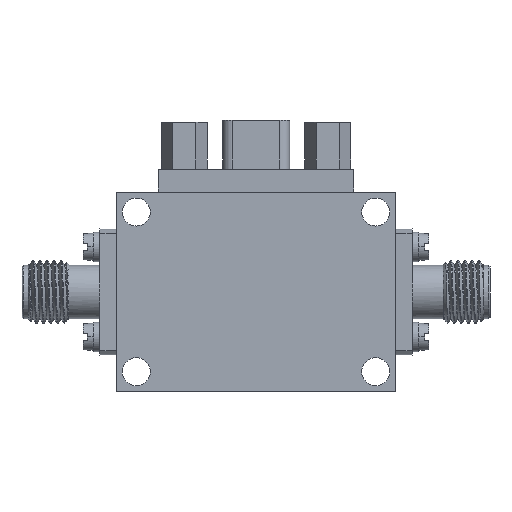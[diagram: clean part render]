
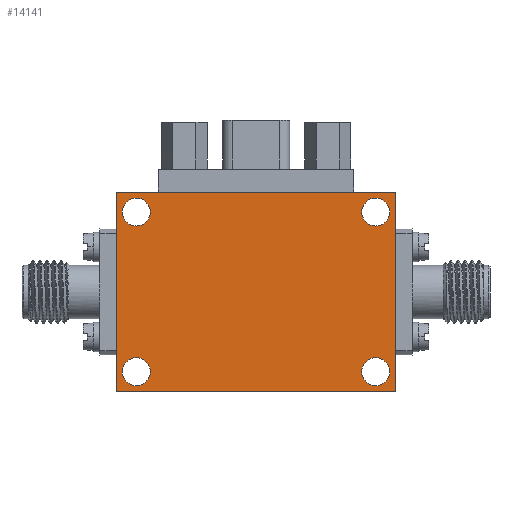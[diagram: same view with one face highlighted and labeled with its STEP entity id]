
A CAD part, front view. The second image highlights one B-rep face of the part: STEP entity #14141.
In plain terms, the highlighted planar face has unit normal (0, -1, 0).
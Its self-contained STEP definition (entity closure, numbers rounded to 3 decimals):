
#29 = CARTESIAN_POINT ( 'NONE',  ( 12., 0., -9.4 ) ) ;
#383 = DIRECTION ( 'NONE',  ( 0., -1., 0. ) ) ;
#445 = DIRECTION ( 'NONE',  ( 1., 0., 0. ) ) ;
#577 = EDGE_CURVE ( 'NONE', #18175, #19347, #5439, .T. ) ;
#672 = CARTESIAN_POINT ( 'NONE',  ( -12., 0., 8. ) ) ;
#675 = DIRECTION ( 'NONE',  ( 0., 0., 1. ) ) ;
#920 = ORIENTED_EDGE ( 'NONE', *, *, #19493, .F. ) ;
#1040 = AXIS2_PLACEMENT_3D ( 'NONE', #20383, #7041, #12700 ) ;
#1723 = DIRECTION ( 'NONE',  ( 0., 1., 0. ) ) ;
#2066 = EDGE_CURVE ( 'NONE', #25396, #13569, #22710, .T. ) ;
#2215 = FACE_BOUND ( 'NONE', #9271, .T. ) ;
#2273 = ORIENTED_EDGE ( 'NONE', *, *, #13847, .T. ) ;
#2338 = EDGE_LOOP ( 'NONE', ( #16444, #16666 ) ) ;
#2915 = VECTOR ( 'NONE', #21350, 1000. ) ;
#3048 = VERTEX_POINT ( 'NONE', #8684 ) ;
#3206 = CARTESIAN_POINT ( 'NONE',  ( 12., 0., -6.6 ) ) ;
#3441 = DIRECTION ( 'NONE',  ( 0., 1., 0. ) ) ;
#4086 = CARTESIAN_POINT ( 'NONE',  ( 14., 0., 10. ) ) ;
#4131 = VERTEX_POINT ( 'NONE', #6848 ) ;
#4364 = CIRCLE ( 'NONE', #1040, 1.4 ) ;
#4385 = LINE ( 'NONE', #12380, #20890 ) ;
#4616 = CIRCLE ( 'NONE', #15860, 1.4 ) ;
#4746 = EDGE_CURVE ( 'NONE', #10269, #3048, #4364, .T. ) ;
#5022 = VECTOR ( 'NONE', #445, 1000. ) ;
#5216 = AXIS2_PLACEMENT_3D ( 'NONE', #18031, #383, #10314 ) ;
#5272 = CARTESIAN_POINT ( 'NONE',  ( -14., 0., -10. ) ) ;
#5439 = CIRCLE ( 'NONE', #17901, 1.4 ) ;
#5574 = ORIENTED_EDGE ( 'NONE', *, *, #15052, .T. ) ;
#5661 = ORIENTED_EDGE ( 'NONE', *, *, #2066, .T. ) ;
#6239 = DIRECTION ( 'NONE',  ( 0., 0., 1. ) ) ;
#6246 = PLANE ( 'NONE',  #5216 ) ;
#6411 = EDGE_CURVE ( 'NONE', #19347, #18175, #25796, .T. ) ;
#6565 = LINE ( 'NONE', #18350, #5022 ) ;
#6624 = DIRECTION ( 'NONE',  ( 0., 1., 0. ) ) ;
#6798 = DIRECTION ( 'NONE',  ( 0., 1., 0. ) ) ;
#6802 = EDGE_LOOP ( 'NONE', ( #7817, #2273 ) ) ;
#6848 = CARTESIAN_POINT ( 'NONE',  ( -14., 0., 10. ) ) ;
#6897 = VERTEX_POINT ( 'NONE', #8903 ) ;
#7041 = DIRECTION ( 'NONE',  ( 0., 1., 0. ) ) ;
#7387 = CARTESIAN_POINT ( 'NONE',  ( 12., 0., 9.4 ) ) ;
#7500 = ORIENTED_EDGE ( 'NONE', *, *, #12115, .T. ) ;
#7817 = ORIENTED_EDGE ( 'NONE', *, *, #4746, .T. ) ;
#8483 = FACE_OUTER_BOUND ( 'NONE', #16352, .T. ) ;
#8627 = CARTESIAN_POINT ( 'NONE',  ( 14., 0., -10. ) ) ;
#8684 = CARTESIAN_POINT ( 'NONE',  ( 12., 0., 6.6 ) ) ;
#8903 = CARTESIAN_POINT ( 'NONE',  ( -12., 0., 6.6 ) ) ;
#9271 = EDGE_LOOP ( 'NONE', ( #5574, #7500 ) ) ;
#9546 = AXIS2_PLACEMENT_3D ( 'NONE', #10965, #6624, #24670 ) ;
#9566 = CARTESIAN_POINT ( 'NONE',  ( -12., 0., 8. ) ) ;
#9698 = DIRECTION ( 'NONE',  ( 0., 0., 1. ) ) ;
#10269 = VERTEX_POINT ( 'NONE', #7387 ) ;
#10314 = DIRECTION ( 'NONE',  ( 0., 0., -1. ) ) ;
#10740 = CARTESIAN_POINT ( 'NONE',  ( 12., 0., 8. ) ) ;
#10965 = CARTESIAN_POINT ( 'NONE',  ( -12., 0., -8. ) ) ;
#11297 = LINE ( 'NONE', #17419, #2915 ) ;
#11530 = CARTESIAN_POINT ( 'NONE',  ( -12., 0., -8. ) ) ;
#11663 = CIRCLE ( 'NONE', #23333, 1.4 ) ;
#11928 = DIRECTION ( 'NONE',  ( 0., 1., 0. ) ) ;
#12115 = EDGE_CURVE ( 'NONE', #6897, #25447, #22985, .T. ) ;
#12155 = LINE ( 'NONE', #20113, #25340 ) ;
#12295 = FACE_BOUND ( 'NONE', #15710, .T. ) ;
#12380 = CARTESIAN_POINT ( 'NONE',  ( 14., 0., -10. ) ) ;
#12386 = EDGE_CURVE ( 'NONE', #16564, #22543, #4385, .T. ) ;
#12548 = FACE_BOUND ( 'NONE', #6802, .T. ) ;
#12570 = EDGE_CURVE ( 'NONE', #19320, #16564, #11297, .T. ) ;
#12700 = DIRECTION ( 'NONE',  ( 0., 0., 1. ) ) ;
#13219 = DIRECTION ( 'NONE',  ( 0., 1., 0. ) ) ;
#13569 = VERTEX_POINT ( 'NONE', #3206 ) ;
#13847 = EDGE_CURVE ( 'NONE', #3048, #10269, #4616, .T. ) ;
#13875 = CARTESIAN_POINT ( 'NONE',  ( -12., 0., 9.4 ) ) ;
#14141 = ADVANCED_FACE ( 'NONE', ( #2215, #24144, #12295, #12548, #8483 ), #6246, .T. ) ;
#15052 = EDGE_CURVE ( 'NONE', #25447, #6897, #21119, .T. ) ;
#15710 = EDGE_LOOP ( 'NONE', ( #19692, #5661 ) ) ;
#15860 = AXIS2_PLACEMENT_3D ( 'NONE', #10740, #13219, #16745 ) ;
#16342 = ORIENTED_EDGE ( 'NONE', *, *, #12386, .T. ) ;
#16352 = EDGE_LOOP ( 'NONE', ( #25574, #16342, #920, #17503 ) ) ;
#16444 = ORIENTED_EDGE ( 'NONE', *, *, #577, .T. ) ;
#16463 = DIRECTION ( 'NONE',  ( 0., 0., 1. ) ) ;
#16564 = VERTEX_POINT ( 'NONE', #8627 ) ;
#16666 = ORIENTED_EDGE ( 'NONE', *, *, #6411, .T. ) ;
#16745 = DIRECTION ( 'NONE',  ( 0., 0., 1. ) ) ;
#17419 = CARTESIAN_POINT ( 'NONE',  ( -14., 0., -10. ) ) ;
#17503 = ORIENTED_EDGE ( 'NONE', *, *, #24661, .F. ) ;
#17784 = AXIS2_PLACEMENT_3D ( 'NONE', #9566, #1723, #19128 ) ;
#17901 = AXIS2_PLACEMENT_3D ( 'NONE', #11530, #11928, #9698 ) ;
#18031 = CARTESIAN_POINT ( 'NONE',  ( 0., 0., 0. ) ) ;
#18175 = VERTEX_POINT ( 'NONE', #21875 ) ;
#18350 = CARTESIAN_POINT ( 'NONE',  ( -14., 0., 10. ) ) ;
#19128 = DIRECTION ( 'NONE',  ( 0., 0., 1. ) ) ;
#19278 = CARTESIAN_POINT ( 'NONE',  ( -12., 0., -9.4 ) ) ;
#19320 = VERTEX_POINT ( 'NONE', #5272 ) ;
#19347 = VERTEX_POINT ( 'NONE', #19278 ) ;
#19493 = EDGE_CURVE ( 'NONE', #4131, #22543, #6565, .T. ) ;
#19692 = ORIENTED_EDGE ( 'NONE', *, *, #23356, .T. ) ;
#20113 = CARTESIAN_POINT ( 'NONE',  ( -14., 0., -10. ) ) ;
#20322 = DIRECTION ( 'NONE',  ( 0., 0., 1. ) ) ;
#20383 = CARTESIAN_POINT ( 'NONE',  ( 12., 0., 8. ) ) ;
#20386 = DIRECTION ( 'NONE',  ( 0., 1., 0. ) ) ;
#20653 = CARTESIAN_POINT ( 'NONE',  ( 12., 0., -8. ) ) ;
#20890 = VECTOR ( 'NONE', #20322, 1000. ) ;
#21119 = CIRCLE ( 'NONE', #17784, 1.4 ) ;
#21350 = DIRECTION ( 'NONE',  ( 1., 0., 0. ) ) ;
#21583 = CARTESIAN_POINT ( 'NONE',  ( 12., 0., -8. ) ) ;
#21875 = CARTESIAN_POINT ( 'NONE',  ( -12., 0., -6.6 ) ) ;
#22543 = VERTEX_POINT ( 'NONE', #4086 ) ;
#22710 = CIRCLE ( 'NONE', #23945, 1.4 ) ;
#22985 = CIRCLE ( 'NONE', #24637, 1.4 ) ;
#23333 = AXIS2_PLACEMENT_3D ( 'NONE', #20653, #6798, #675 ) ;
#23356 = EDGE_CURVE ( 'NONE', #13569, #25396, #11663, .T. ) ;
#23945 = AXIS2_PLACEMENT_3D ( 'NONE', #21583, #3441, #25358 ) ;
#24144 = FACE_BOUND ( 'NONE', #2338, .T. ) ;
#24637 = AXIS2_PLACEMENT_3D ( 'NONE', #672, #20386, #16463 ) ;
#24661 = EDGE_CURVE ( 'NONE', #19320, #4131, #12155, .T. ) ;
#24670 = DIRECTION ( 'NONE',  ( 0., 0., 1. ) ) ;
#25340 = VECTOR ( 'NONE', #6239, 1000. ) ;
#25358 = DIRECTION ( 'NONE',  ( 0., 0., 1. ) ) ;
#25396 = VERTEX_POINT ( 'NONE', #29 ) ;
#25447 = VERTEX_POINT ( 'NONE', #13875 ) ;
#25574 = ORIENTED_EDGE ( 'NONE', *, *, #12570, .T. ) ;
#25796 = CIRCLE ( 'NONE', #9546, 1.4 ) ;
